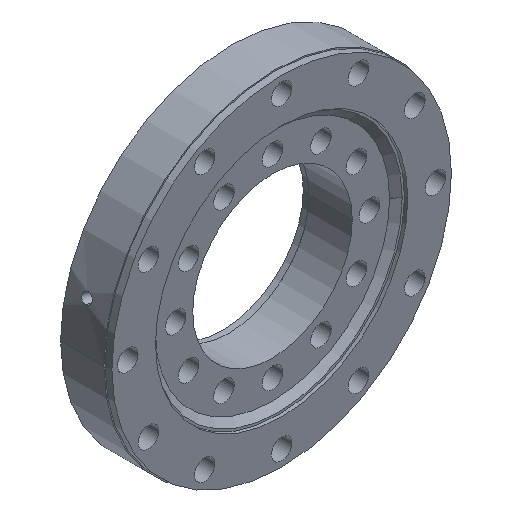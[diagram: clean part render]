
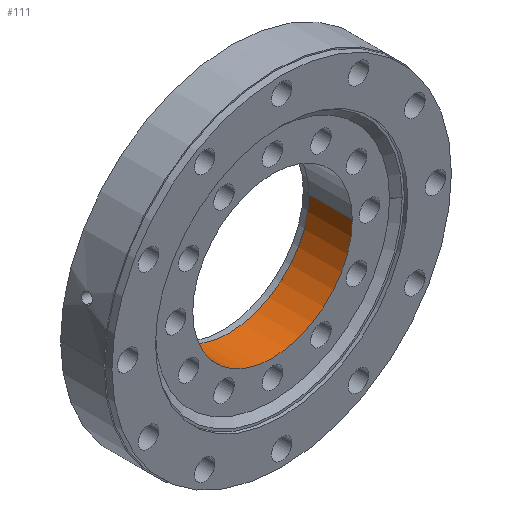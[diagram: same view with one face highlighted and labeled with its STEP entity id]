
A CAD part, isometric view. The second image highlights one B-rep face of the part: STEP entity #111.
In plain terms, the highlighted cylindrical face has radius 70 mm (diameter 140 mm), a partial arc.
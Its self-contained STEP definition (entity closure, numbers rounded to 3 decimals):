
#111 = ADVANCED_FACE ( 'NONE', ( #1017 ), #1175, .F. ) ;
#183 = DIRECTION ( 'NONE',  ( 0., 1., 0. ) ) ;
#634 = EDGE_CURVE ( 'NONE', #950, #2127, #4086, .T. ) ;
#873 = AXIS2_PLACEMENT_3D ( 'NONE', #3642, #4115, #2174 ) ;
#950 = VERTEX_POINT ( 'NONE', #2331 ) ;
#1017 = FACE_OUTER_BOUND ( 'NONE', #1598, .T. ) ;
#1030 = LINE ( 'NONE', #1792, #1180 ) ;
#1055 = AXIS2_PLACEMENT_3D ( 'NONE', #4197, #3887, #1895 ) ;
#1175 = CYLINDRICAL_SURFACE ( 'NONE', #873, 70. ) ;
#1180 = VECTOR ( 'NONE', #183, 1000. ) ;
#1598 = EDGE_LOOP ( 'NONE', ( #2703, #4104, #1618, #1619 ) ) ;
#1618 = ORIENTED_EDGE ( 'NONE', *, *, #634, .F. ) ;
#1619 = ORIENTED_EDGE ( 'NONE', *, *, #3572, .F. ) ;
#1699 = VECTOR ( 'NONE', #4072, 1000. ) ;
#1792 = CARTESIAN_POINT ( 'NONE',  ( 70., 31.029, 0. ) ) ;
#1895 = DIRECTION ( 'NONE',  ( -1., 0., 0. ) ) ;
#2127 = VERTEX_POINT ( 'NONE', #3811 ) ;
#2174 = DIRECTION ( 'NONE',  ( -1., 0., 0. ) ) ;
#2213 = CARTESIAN_POINT ( 'NONE',  ( 70., -18., 0. ) ) ;
#2216 = CIRCLE ( 'NONE', #1055, 70. ) ;
#2218 = EDGE_CURVE ( 'NONE', #3457, #3499, #2216, .T. ) ;
#2331 = CARTESIAN_POINT ( 'NONE',  ( -70., 20., 0. ) ) ;
#2703 = ORIENTED_EDGE ( 'NONE', *, *, #2218, .F. ) ;
#2725 = CARTESIAN_POINT ( 'NONE',  ( -70., 31.029, 0. ) ) ;
#2792 = CARTESIAN_POINT ( 'NONE',  ( 0., 20., 0. ) ) ;
#2885 = EDGE_CURVE ( 'NONE', #3457, #2127, #1030, .T. ) ;
#2915 = LINE ( 'NONE', #2725, #1699 ) ;
#2937 = CARTESIAN_POINT ( 'NONE',  ( -70., -18., 0. ) ) ;
#3223 = DIRECTION ( 'NONE',  ( -1., 0., 0. ) ) ;
#3398 = DIRECTION ( 'NONE',  ( 0., -1., 0. ) ) ;
#3457 = VERTEX_POINT ( 'NONE', #2213 ) ;
#3499 = VERTEX_POINT ( 'NONE', #2937 ) ;
#3566 = AXIS2_PLACEMENT_3D ( 'NONE', #2792, #3398, #3223 ) ;
#3572 = EDGE_CURVE ( 'NONE', #3499, #950, #2915, .T. ) ;
#3642 = CARTESIAN_POINT ( 'NONE',  ( 0., 31.029, 0. ) ) ;
#3811 = CARTESIAN_POINT ( 'NONE',  ( 70., 20., 0. ) ) ;
#3887 = DIRECTION ( 'NONE',  ( 0., 1., 0. ) ) ;
#4072 = DIRECTION ( 'NONE',  ( 0., 1., 0. ) ) ;
#4086 = CIRCLE ( 'NONE', #3566, 70. ) ;
#4104 = ORIENTED_EDGE ( 'NONE', *, *, #2885, .T. ) ;
#4115 = DIRECTION ( 'NONE',  ( 0., 1., 0. ) ) ;
#4197 = CARTESIAN_POINT ( 'NONE',  ( 0., -18., 0. ) ) ;
